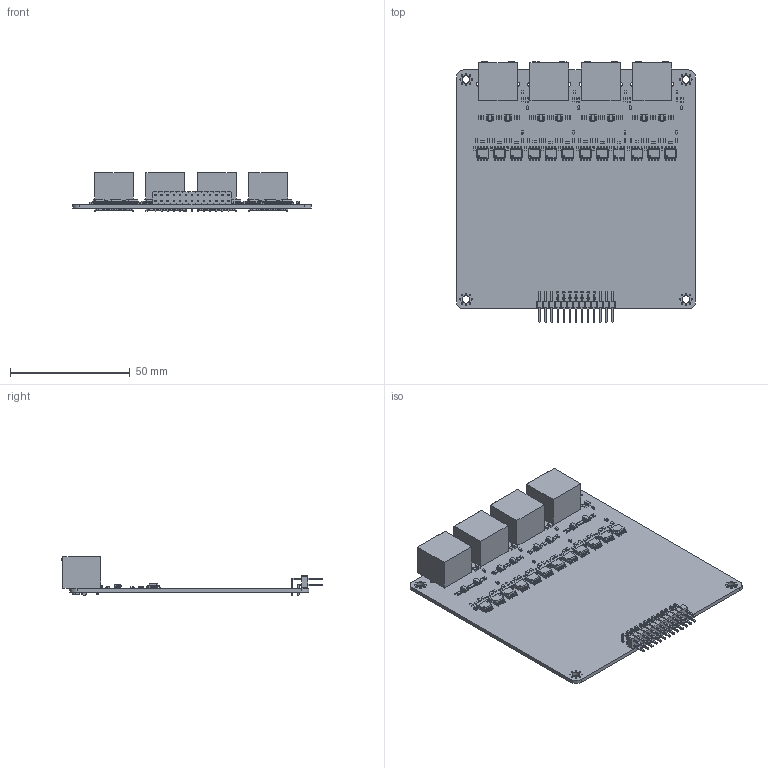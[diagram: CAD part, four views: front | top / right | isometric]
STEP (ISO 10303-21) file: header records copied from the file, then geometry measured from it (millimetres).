
FILE_DESCRIPTION(('KiCad electronic assembly'),'2;1');
FILE_NAME('rioctrl-quadenc4.step','2024-08-31T14:34:17',('Pcbnew'),( 'Kicad'),'Open CASCADE STEP processor 7.7','KiCad to STEP converter' ,'Unknown');
FILE_SCHEMA(('AUTOMOTIVE_DESIGN { 1 0 10303 214 1 1 1 1 }'));
Length unit declared in the file: millimetre
Products named in the file (20): rioctrl-quadenc4 1; C_0603_1608Metric; R_0603_1608Metric; SOT-23-6; SOT_23_6; SOIC-8_3.9x4.9mm_P1.27mm; SOIC_8_39x49mm_P127mm; C_0805_2012Metric; D_SOD-523; D_SOD_523; PinHeader_2x13_P2.54mm_Horizontal; PinHeader_2x13_P254mm_Horizontal; R-RJ45R08P-C000; L_0603_1608Metric; rioctrl-quadenc4_PCB
Assembly tree (127 placements, depth 3):
  rioctrl-quadenc4 1
    C_0603_1608Metric  x12
      C_0603_1608Metric
    R_0603_1608Metric  x64
      R_0603_1608Metric
    SOT-23-6  x8
      SOT_23_6
    SOIC-8_3.9x4.9mm_P1.27mm  x12
      SOIC_8_39x49mm_P127mm
    C_0805_2012Metric  x4
      C_0805_2012Metric
    D_SOD-523  x8
      D_SOD_523
    PinHeader_2x13_P2.54mm_Horizontal
      PinHeader_2x13_P254mm_Horizontal
    R-RJ45R08P-C000  x4
      R-RJ45R08P-C000
    L_0603_1608Metric  x4
      L_0603_1608Metric
    rioctrl-quadenc4_PCB
Bounding box: 100 x 109.02 x 16.1 mm (x, y, z)
Volume: 27049.4 mm3; surface area: 31480.9 mm2
Topology: 118 solids, 118 shells, 6384 faces, 16288 edges, 10320 vertices
Faces by surface type: plane 4056, cylinder 1624, bspline 704
Full cylindrical faces by diameter (mm): 0.5 x32, 0.6 x12, 0.89 x48, 1 x26, 1.8 x8, 3.2 x4, 3.25 x8
Entity records: 45968 total; most frequent: CARTESIAN_POINT 6859, ORIENTED_EDGE 6322, DIRECTION 6295, EDGE_CURVE 3161, LINE 2507, VECTOR 2507, VERTEX_POINT 1998, AXIS2_PLACEMENT_3D 1894
